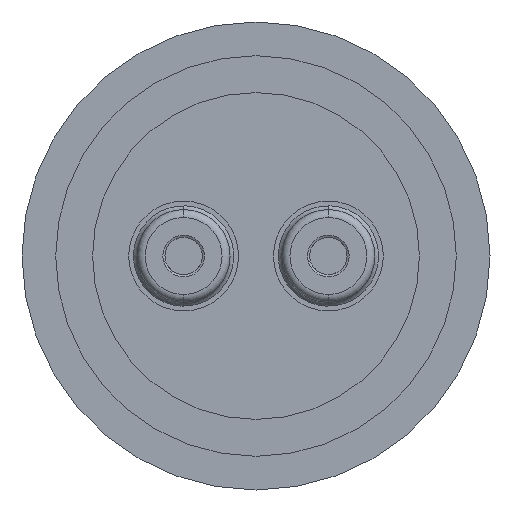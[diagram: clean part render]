
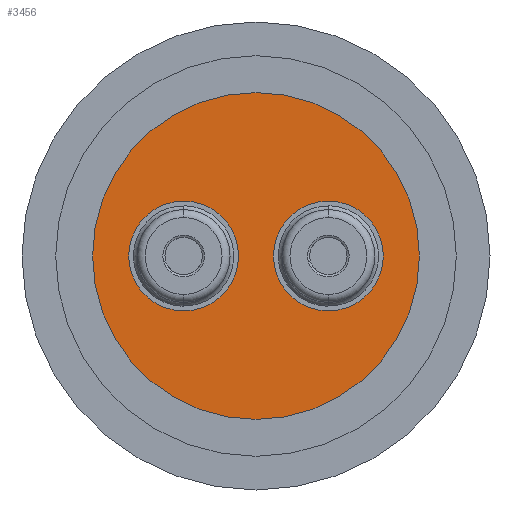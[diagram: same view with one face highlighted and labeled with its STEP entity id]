
A CAD part, front view. The second image highlights one B-rep face of the part: STEP entity #3456.
In plain terms, the highlighted planar face has unit normal (0, -1, 0).
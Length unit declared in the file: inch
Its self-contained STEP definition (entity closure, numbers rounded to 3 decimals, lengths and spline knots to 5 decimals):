
#258 = EDGE_CURVE ( 'NONE', #2264, #2184, #1212, .T. ) ;
#261 = EDGE_CURVE ( 'NONE', #2512, #2460, #1181, .T. ) ;
#279 = AXIS2_PLACEMENT_3D ( 'NONE', #1698, #1699, #1700 ) ;
#280 = AXIS2_PLACEMENT_3D ( 'NONE', #1703, #1704, #1705 ) ;
#494 = AXIS2_PLACEMENT_3D ( 'NONE', #1766, #1765, #1764 ) ;
#496 = AXIS2_PLACEMENT_3D ( 'NONE', #1760, #1759, #1777 ) ;
#733 = CIRCLE ( 'NONE', #1996, 0.412 ) ;
#743 = CIRCLE ( 'NONE', #279, 0.412 ) ;
#744 = CIRCLE ( 'NONE', #280, 0.1385 ) ;
#777 = CIRCLE ( 'NONE', #1994, 0.1385 ) ;
#907 = FACE_BOUND ( 'NONE', #2258, .T. ) ;
#924 = FACE_OUTER_BOUND ( 'NONE', #2574, .T. ) ;
#1181 = CIRCLE ( 'NONE', #496, 0.1385 ) ;
#1212 = CIRCLE ( 'NONE', #494, 0.1385 ) ;
#1267 = FACE_BOUND ( 'NONE', #2335, .T. ) ;
#1388 = CARTESIAN_POINT ( 'NONE',  ( 0.1825, -0.62633, -0.1385 ) ) ;
#1417 = CARTESIAN_POINT ( 'NONE',  ( 0., -0.62633, -0.412 ) ) ;
#1430 = CARTESIAN_POINT ( 'NONE',  ( -0.1825, -0.62633, -0.1385 ) ) ;
#1445 = CARTESIAN_POINT ( 'NONE',  ( -0.1825, -0.62633, 0.1385 ) ) ;
#1459 = CARTESIAN_POINT ( 'NONE',  ( 0., -0.62633, 0.412 ) ) ;
#1643 = CARTESIAN_POINT ( 'NONE',  ( -0.1825, -0.62633, 0. ) ) ;
#1644 = DIRECTION ( 'NONE',  ( 0., 1., 0. ) ) ;
#1645 = DIRECTION ( 'NONE',  ( 0., 0., 1. ) ) ;
#1664 = CARTESIAN_POINT ( 'NONE',  ( 0., -0.62633, 0. ) ) ;
#1666 = DIRECTION ( 'NONE',  ( 0., 1., 0. ) ) ;
#1668 = DIRECTION ( 'NONE',  ( 0., 0., 1. ) ) ;
#1698 = CARTESIAN_POINT ( 'NONE',  ( 0., -0.62633, 0. ) ) ;
#1699 = DIRECTION ( 'NONE',  ( 0., 1., 0. ) ) ;
#1700 = DIRECTION ( 'NONE',  ( 0., 0., 1. ) ) ;
#1703 = CARTESIAN_POINT ( 'NONE',  ( 0.1825, -0.62633, 0. ) ) ;
#1704 = DIRECTION ( 'NONE',  ( 0., 1., 0. ) ) ;
#1705 = DIRECTION ( 'NONE',  ( 0., 0., -1. ) ) ;
#1759 = DIRECTION ( 'NONE',  ( 0., 1., 0. ) ) ;
#1760 = CARTESIAN_POINT ( 'NONE',  ( -0.1825, -0.62633, 0. ) ) ;
#1764 = DIRECTION ( 'NONE',  ( 0., 0., -1. ) ) ;
#1765 = DIRECTION ( 'NONE',  ( 0., 1., 0. ) ) ;
#1766 = CARTESIAN_POINT ( 'NONE',  ( 0.1825, -0.62633, 0. ) ) ;
#1777 = DIRECTION ( 'NONE',  ( 0., 0., 1. ) ) ;
#1880 = DIRECTION ( 'NONE',  ( 0., 1., 0. ) ) ;
#1885 = CARTESIAN_POINT ( 'NONE',  ( 0.412, -0.62633, 0. ) ) ;
#1887 = PLANE ( 'NONE',  #1981 ) ;
#1889 = DIRECTION ( 'NONE',  ( 0., 0., 1. ) ) ;
#1981 = AXIS2_PLACEMENT_3D ( 'NONE', #1885, #1880, #1889 ) ;
#1994 = AXIS2_PLACEMENT_3D ( 'NONE', #1643, #1644, #1645 ) ;
#1996 = AXIS2_PLACEMENT_3D ( 'NONE', #1664, #1666, #1668 ) ;
#2184 = VERTEX_POINT ( 'NONE', #3361 ) ;
#2258 = EDGE_LOOP ( 'NONE', ( #2602, #2855 ) ) ;
#2264 = VERTEX_POINT ( 'NONE', #1388 ) ;
#2335 = EDGE_LOOP ( 'NONE', ( #2810, #2575 ) ) ;
#2399 = VERTEX_POINT ( 'NONE', #1417 ) ;
#2460 = VERTEX_POINT ( 'NONE', #1430 ) ;
#2512 = VERTEX_POINT ( 'NONE', #1445 ) ;
#2574 = EDGE_LOOP ( 'NONE', ( #2668, #2811 ) ) ;
#2575 = ORIENTED_EDGE ( 'NONE', *, *, #3470, .T. ) ;
#2582 = VERTEX_POINT ( 'NONE', #1459 ) ;
#2602 = ORIENTED_EDGE ( 'NONE', *, *, #3483, .T. ) ;
#2668 = ORIENTED_EDGE ( 'NONE', *, *, #3474, .F. ) ;
#2810 = ORIENTED_EDGE ( 'NONE', *, *, #261, .T. ) ;
#2811 = ORIENTED_EDGE ( 'NONE', *, *, #3482, .F. ) ;
#2855 = ORIENTED_EDGE ( 'NONE', *, *, #258, .T. ) ;
#3361 = CARTESIAN_POINT ( 'NONE',  ( 0.1825, -0.62633, 0.1385 ) ) ;
#3456 = ADVANCED_FACE ( 'NONE', ( #907, #1267, #924 ), #1887, .F. ) ;
#3470 = EDGE_CURVE ( 'NONE', #2460, #2512, #777, .T. ) ;
#3474 = EDGE_CURVE ( 'NONE', #2582, #2399, #733, .T. ) ;
#3482 = EDGE_CURVE ( 'NONE', #2399, #2582, #743, .T. ) ;
#3483 = EDGE_CURVE ( 'NONE', #2184, #2264, #744, .T. ) ;
